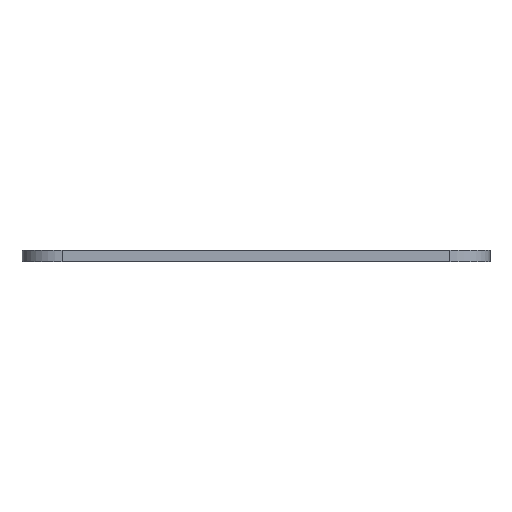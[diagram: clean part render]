
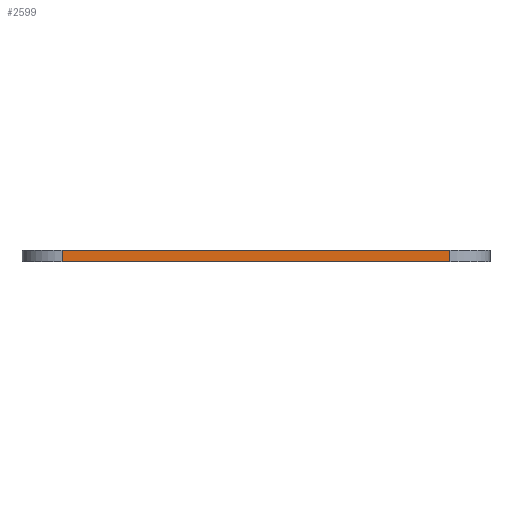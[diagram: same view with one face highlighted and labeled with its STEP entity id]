
A CAD part, front view. The second image highlights one B-rep face of the part: STEP entity #2599.
In plain terms, the highlighted planar face has unit normal (0, -1, 0).
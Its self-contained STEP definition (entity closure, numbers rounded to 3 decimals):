
#145=PLANE('',#2777);
#267=FACE_OUTER_BOUND('',#391,.T.);
#391=EDGE_LOOP('',(#2199,#2200,#2201,#2202));
#743=LINE('',#4158,#1065);
#744=LINE('',#4161,#1066);
#745=LINE('',#4163,#1067);
#746=LINE('',#4164,#1068);
#1065=VECTOR('',#3419,10.);
#1066=VECTOR('',#3422,10.);
#1067=VECTOR('',#3423,10.);
#1068=VECTOR('',#3424,10.);
#1353=VERTEX_POINT('',#4154);
#1354=VERTEX_POINT('',#4156);
#1355=VERTEX_POINT('',#4160);
#1356=VERTEX_POINT('',#4162);
#1715=EDGE_CURVE('',#1353,#1354,#743,.T.);
#1716=EDGE_CURVE('',#1355,#1353,#744,.T.);
#1717=EDGE_CURVE('',#1356,#1354,#745,.T.);
#1718=EDGE_CURVE('',#1355,#1356,#746,.T.);
#2199=ORIENTED_EDGE('',*,*,#1716,.T.);
#2200=ORIENTED_EDGE('',*,*,#1715,.T.);
#2201=ORIENTED_EDGE('',*,*,#1717,.F.);
#2202=ORIENTED_EDGE('',*,*,#1718,.F.);
#2599=ADVANCED_FACE('',(#267),#145,.T.);
#2777=AXIS2_PLACEMENT_3D('',#4159,#3420,#3421);
#3419=DIRECTION('',(0.,0.,1.));
#3420=DIRECTION('center_axis',(0.,-1.,0.));
#3421=DIRECTION('ref_axis',(1.,0.,0.));
#3422=DIRECTION('',(1.,0.,0.));
#3423=DIRECTION('',(1.,0.,0.));
#3424=DIRECTION('',(0.,0.,1.));
#4154=CARTESIAN_POINT('',(101.441,-151.296,6.55));
#4156=CARTESIAN_POINT('',(101.441,-151.296,8.55));
#4158=CARTESIAN_POINT('',(101.441,-151.296,6.55));
#4159=CARTESIAN_POINT('Origin',(32.385,-151.296,6.55));
#4160=CARTESIAN_POINT('',(32.385,-151.296,6.55));
#4161=CARTESIAN_POINT('',(32.385,-151.296,6.55));
#4162=CARTESIAN_POINT('',(32.385,-151.296,8.55));
#4163=CARTESIAN_POINT('',(32.385,-151.296,8.55));
#4164=CARTESIAN_POINT('',(32.385,-151.296,6.55));
